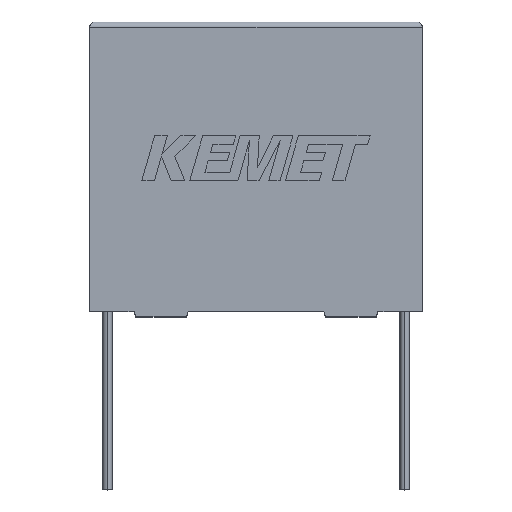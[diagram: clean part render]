
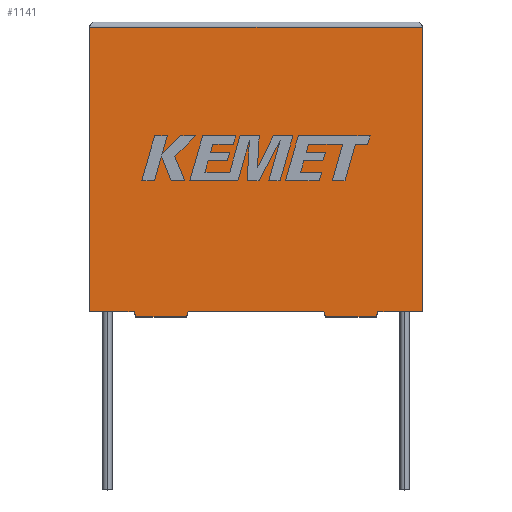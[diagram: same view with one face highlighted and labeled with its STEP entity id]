
A CAD part, top view. The second image highlights one B-rep face of the part: STEP entity #1141.
In plain terms, the highlighted planar face has unit normal (0, 0, 1).
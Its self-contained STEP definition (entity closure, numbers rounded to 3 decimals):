
#4 = EDGE_CURVE ( 'NONE', #577, #2474, #3103, .T. ) ;
#12 = EDGE_CURVE ( 'NONE', #3108, #2584, #1654, .T. ) ;
#50 = VECTOR ( 'NONE', #925, 1000. ) ;
#58 = CARTESIAN_POINT ( 'NONE',  ( 8.976, -0.5, 16.8 ) ) ;
#67 = DIRECTION ( 'NONE',  ( 0.287, -0.958, 0. ) ) ;
#100 = EDGE_CURVE ( 'NONE', #2474, #3222, #1208, .T. ) ;
#108 = ORIENTED_EDGE ( 'NONE', *, *, #2014, .T. ) ;
#112 = LINE ( 'NONE', #456, #1110 ) ;
#121 = CARTESIAN_POINT ( 'NONE',  ( 30.8, 26.3, 16.8 ) ) ;
#271 = CARTESIAN_POINT ( 'NONE',  ( 0., 26.3, 16.8 ) ) ;
#300 = CARTESIAN_POINT ( 'NONE',  ( 4.114, 0., 16.8 ) ) ;
#368 = DIRECTION ( 'NONE',  ( 0., 1., 0. ) ) ;
#439 = DIRECTION ( 'NONE',  ( -1., 0., 0. ) ) ;
#443 = ORIENTED_EDGE ( 'NONE', *, *, #100, .T. ) ;
#456 = CARTESIAN_POINT ( 'NONE',  ( 4.264, -0.5, 16.8 ) ) ;
#462 = DIRECTION ( 'NONE',  ( -1., 0., 0. ) ) ;
#469 = ORIENTED_EDGE ( 'NONE', *, *, #2609, .F. ) ;
#577 = VERTEX_POINT ( 'NONE', #2020 ) ;
#657 = VECTOR ( 'NONE', #1350, 1000. ) ;
#739 = PLANE ( 'NONE',  #3011 ) ;
#751 = VECTOR ( 'NONE', #67, 1000. ) ;
#755 = CARTESIAN_POINT ( 'NONE',  ( 0., 0., 16.8 ) ) ;
#775 = CARTESIAN_POINT ( 'NONE',  ( 9.126, 0., 16.8 ) ) ;
#799 = ORIENTED_EDGE ( 'NONE', *, *, #12, .T. ) ;
#849 = DIRECTION ( 'NONE',  ( 1., 0., 0. ) ) ;
#925 = DIRECTION ( 'NONE',  ( 1., 0., 0. ) ) ;
#949 = CARTESIAN_POINT ( 'NONE',  ( 0., 0., 16.8 ) ) ;
#978 = CARTESIAN_POINT ( 'NONE',  ( 8.976, -0.5, 16.8 ) ) ;
#993 = LINE ( 'NONE', #3131, #2828 ) ;
#1012 = LINE ( 'NONE', #2603, #1232 ) ;
#1018 = VECTOR ( 'NONE', #439, 1000. ) ;
#1021 = DIRECTION ( 'NONE',  ( 1., 0., 0. ) ) ;
#1051 = EDGE_CURVE ( 'NONE', #2052, #1187, #2933, .T. ) ;
#1077 = EDGE_LOOP ( 'NONE', ( #2369, #443, #1389, #2296, #108, #2787, #1837, #799, #469, #1858, #1254, #1966 ) ) ;
#1086 = DIRECTION ( 'NONE',  ( -0.287, 0.958, 0. ) ) ;
#1088 = LINE ( 'NONE', #58, #2519 ) ;
#1110 = VECTOR ( 'NONE', #2005, 1000. ) ;
#1130 = DIRECTION ( 'NONE',  ( 0., -1., 0. ) ) ;
#1131 = CARTESIAN_POINT ( 'NONE',  ( 0., 0., 16.8 ) ) ;
#1141 = ADVANCED_FACE ( 'NONE', ( #1478 ), #739, .F. ) ;
#1180 = LINE ( 'NONE', #300, #751 ) ;
#1187 = VERTEX_POINT ( 'NONE', #2970 ) ;
#1203 = DIRECTION ( 'NONE',  ( -0.287, -0.958, 0. ) ) ;
#1208 = LINE ( 'NONE', #2869, #657 ) ;
#1232 = VECTOR ( 'NONE', #1086, 1000. ) ;
#1254 = ORIENTED_EDGE ( 'NONE', *, *, #2203, .F. ) ;
#1272 = EDGE_CURVE ( 'NONE', #1283, #2038, #2468, .T. ) ;
#1283 = VERTEX_POINT ( 'NONE', #1862 ) ;
#1350 = DIRECTION ( 'NONE',  ( -1., 0., 0. ) ) ;
#1389 = ORIENTED_EDGE ( 'NONE', *, *, #2704, .T. ) ;
#1429 = CARTESIAN_POINT ( 'NONE',  ( 26.536, -0.5, 16.8 ) ) ;
#1478 = FACE_OUTER_BOUND ( 'NONE', #1077, .T. ) ;
#1548 = CARTESIAN_POINT ( 'NONE',  ( 26.536, -0.5, 16.8 ) ) ;
#1581 = VERTEX_POINT ( 'NONE', #978 ) ;
#1614 = VECTOR ( 'NONE', #849, 1000. ) ;
#1630 = VECTOR ( 'NONE', #1021, 1000. ) ;
#1654 = LINE ( 'NONE', #1131, #1614 ) ;
#1706 = LINE ( 'NONE', #3183, #1901 ) ;
#1735 = VECTOR ( 'NONE', #368, 1000. ) ;
#1818 = CARTESIAN_POINT ( 'NONE',  ( 4.264, -0.5, 16.8 ) ) ;
#1837 = ORIENTED_EDGE ( 'NONE', *, *, #2607, .T. ) ;
#1858 = ORIENTED_EDGE ( 'NONE', *, *, #1051, .F. ) ;
#1862 = CARTESIAN_POINT ( 'NONE',  ( 0., 0., 16.8 ) ) ;
#1889 = CARTESIAN_POINT ( 'NONE',  ( 30.8, 0., 16.8 ) ) ;
#1901 = VECTOR ( 'NONE', #1203, 1000. ) ;
#1966 = ORIENTED_EDGE ( 'NONE', *, *, #2978, .T. ) ;
#2005 = DIRECTION ( 'NONE',  ( 1., 0., 0. ) ) ;
#2014 = EDGE_CURVE ( 'NONE', #2038, #2631, #1180, .T. ) ;
#2020 = CARTESIAN_POINT ( 'NONE',  ( 30.8, 0., 16.8 ) ) ;
#2038 = VERTEX_POINT ( 'NONE', #2574 ) ;
#2052 = VERTEX_POINT ( 'NONE', #1548 ) ;
#2112 = DIRECTION ( 'NONE',  ( 0.287, 0.958, 0. ) ) ;
#2203 = EDGE_CURVE ( 'NONE', #2253, #2052, #1706, .T. ) ;
#2253 = VERTEX_POINT ( 'NONE', #2689 ) ;
#2296 = ORIENTED_EDGE ( 'NONE', *, *, #1272, .T. ) ;
#2321 = EDGE_CURVE ( 'NONE', #2631, #1581, #112, .T. ) ;
#2369 = ORIENTED_EDGE ( 'NONE', *, *, #4, .T. ) ;
#2405 = LINE ( 'NONE', #949, #50 ) ;
#2468 = LINE ( 'NONE', #2837, #1630 ) ;
#2474 = VERTEX_POINT ( 'NONE', #121 ) ;
#2491 = CARTESIAN_POINT ( 'NONE',  ( 21.674, 0., 16.8 ) ) ;
#2519 = VECTOR ( 'NONE', #2112, 1000. ) ;
#2574 = CARTESIAN_POINT ( 'NONE',  ( 4.114, 0., 16.8 ) ) ;
#2584 = VERTEX_POINT ( 'NONE', #2491 ) ;
#2603 = CARTESIAN_POINT ( 'NONE',  ( 21.824, -0.5, 16.8 ) ) ;
#2607 = EDGE_CURVE ( 'NONE', #1581, #3108, #1088, .T. ) ;
#2609 = EDGE_CURVE ( 'NONE', #1187, #2584, #1012, .T. ) ;
#2631 = VERTEX_POINT ( 'NONE', #1818 ) ;
#2689 = CARTESIAN_POINT ( 'NONE',  ( 26.686, 0., 16.8 ) ) ;
#2704 = EDGE_CURVE ( 'NONE', #3222, #1283, #993, .T. ) ;
#2787 = ORIENTED_EDGE ( 'NONE', *, *, #2321, .T. ) ;
#2828 = VECTOR ( 'NONE', #1130, 1000. ) ;
#2837 = CARTESIAN_POINT ( 'NONE',  ( 0., 0., 16.8 ) ) ;
#2869 = CARTESIAN_POINT ( 'NONE',  ( 0., 26.3, 16.8 ) ) ;
#2933 = LINE ( 'NONE', #1429, #1018 ) ;
#2970 = CARTESIAN_POINT ( 'NONE',  ( 21.824, -0.5, 16.8 ) ) ;
#2978 = EDGE_CURVE ( 'NONE', #2253, #577, #2405, .T. ) ;
#3011 = AXIS2_PLACEMENT_3D ( 'NONE', #755, #3247, #462 ) ;
#3103 = LINE ( 'NONE', #1889, #1735 ) ;
#3108 = VERTEX_POINT ( 'NONE', #775 ) ;
#3131 = CARTESIAN_POINT ( 'NONE',  ( 0., 0., 16.8 ) ) ;
#3183 = CARTESIAN_POINT ( 'NONE',  ( 26.686, 0., 16.8 ) ) ;
#3222 = VERTEX_POINT ( 'NONE', #271 ) ;
#3247 = DIRECTION ( 'NONE',  ( 0., 0., -1. ) ) ;
